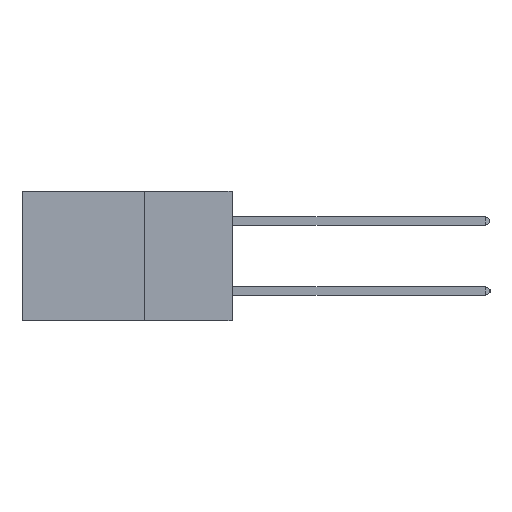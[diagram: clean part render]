
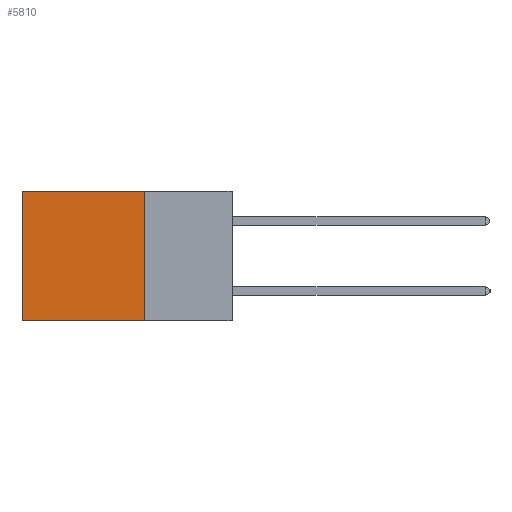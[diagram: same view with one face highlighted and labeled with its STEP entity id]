
A CAD part, left-side view. The second image highlights one B-rep face of the part: STEP entity #5810.
In plain terms, the highlighted planar face has unit normal (-1, 0, 0).
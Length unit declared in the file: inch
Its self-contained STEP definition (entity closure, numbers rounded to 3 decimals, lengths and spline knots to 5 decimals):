
#147 = LINE ( 'NONE', #13635, #8411 ) ;
#295 = EDGE_CURVE ( 'NONE', #11716, #1396, #8742, .T. ) ;
#962 = DIRECTION ( 'NONE',  ( 0., 0., -1. ) ) ;
#1396 = VERTEX_POINT ( 'NONE', #9937 ) ;
#1484 = EDGE_CURVE ( 'NONE', #1396, #9975, #2507, .T. ) ;
#2507 = LINE ( 'NONE', #14966, #10254 ) ;
#2572 = ORIENTED_EDGE ( 'NONE', *, *, #295, .F. ) ;
#2642 = VECTOR ( 'NONE', #14573, 39.37008 ) ;
#2711 = DIRECTION ( 'NONE',  ( 0., 1., 0. ) ) ;
#2759 = CARTESIAN_POINT ( 'NONE',  ( 0.2875, 0.25, 0. ) ) ;
#3161 = LINE ( 'NONE', #16294, #2642 ) ;
#5435 = CARTESIAN_POINT ( 'NONE',  ( 0.2875, 0.6, -0.37 ) ) ;
#5810 = ADVANCED_FACE ( 'NONE', ( #7334 ), #17788, .F. ) ;
#6237 = VERTEX_POINT ( 'NONE', #13688 ) ;
#7334 = FACE_OUTER_BOUND ( 'NONE', #20391, .T. ) ;
#7589 = DIRECTION ( 'NONE',  ( 1., 0., 0. ) ) ;
#8411 = VECTOR ( 'NONE', #15441, 39.37008 ) ;
#8742 = LINE ( 'NONE', #2759, #21802 ) ;
#9238 = EDGE_CURVE ( 'NONE', #6237, #9975, #147, .T. ) ;
#9937 = CARTESIAN_POINT ( 'NONE',  ( 0.2875, 0.25, -0.37 ) ) ;
#9975 = VERTEX_POINT ( 'NONE', #5435 ) ;
#10254 = VECTOR ( 'NONE', #2711, 39.37008 ) ;
#11601 = EDGE_CURVE ( 'NONE', #11716, #6237, #3161, .T. ) ;
#11716 = VERTEX_POINT ( 'NONE', #16651 ) ;
#12246 = ORIENTED_EDGE ( 'NONE', *, *, #11601, .T. ) ;
#13635 = CARTESIAN_POINT ( 'NONE',  ( 0.2875, 0.6, 0. ) ) ;
#13688 = CARTESIAN_POINT ( 'NONE',  ( 0.2875, 0.6, 0. ) ) ;
#13902 = ORIENTED_EDGE ( 'NONE', *, *, #9238, .T. ) ;
#14573 = DIRECTION ( 'NONE',  ( 0., 1., 0. ) ) ;
#14966 = CARTESIAN_POINT ( 'NONE',  ( 0.2875, 0.25, -0.37 ) ) ;
#15441 = DIRECTION ( 'NONE',  ( 0., 0., -1. ) ) ;
#16119 = CARTESIAN_POINT ( 'NONE',  ( 0.2875, 0.25, 0. ) ) ;
#16294 = CARTESIAN_POINT ( 'NONE',  ( 0.2875, 0.25, 0. ) ) ;
#16651 = CARTESIAN_POINT ( 'NONE',  ( 0.2875, 0.25, 0. ) ) ;
#17625 = AXIS2_PLACEMENT_3D ( 'NONE', #16119, #7589, #19529 ) ;
#17788 = PLANE ( 'NONE',  #17625 ) ;
#19529 = DIRECTION ( 'NONE',  ( 0., 0., -1. ) ) ;
#20391 = EDGE_LOOP ( 'NONE', ( #13902, #21630, #2572, #12246 ) ) ;
#21630 = ORIENTED_EDGE ( 'NONE', *, *, #1484, .F. ) ;
#21802 = VECTOR ( 'NONE', #962, 39.37008 ) ;
